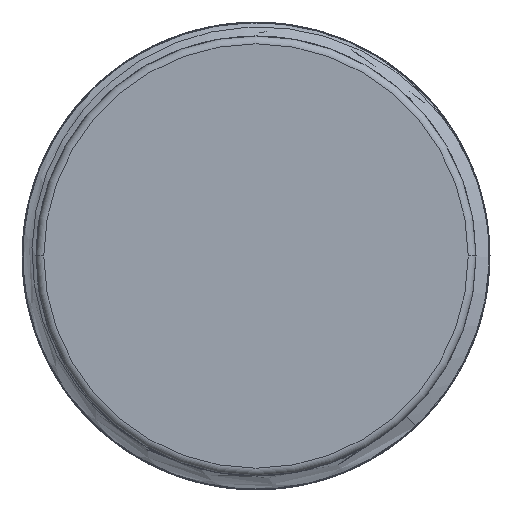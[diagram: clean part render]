
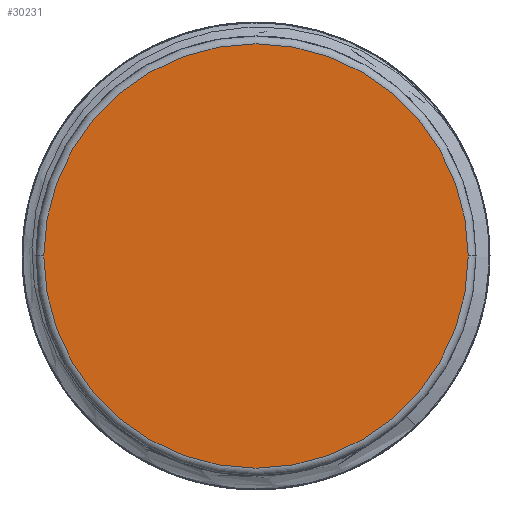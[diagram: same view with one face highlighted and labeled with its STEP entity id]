
A CAD part, left-side view. The second image highlights one B-rep face of the part: STEP entity #30231.
In plain terms, the highlighted planar face has unit normal (-1, 0, 0).
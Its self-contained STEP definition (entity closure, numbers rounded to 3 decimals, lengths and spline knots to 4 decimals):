
#1460=CARTESIAN_POINT('',(-0.4941,0.,0.0295));
#1461=DIRECTION('',(1.,0.,0.));
#1462=DIRECTION('',(0.,-1.,0.));
#1463=AXIS2_PLACEMENT_3D('',#1460,#1461,#1462);
#1465=CARTESIAN_POINT('',(-0.4941,0.,0.0295));
#1466=DIRECTION('',(1.,0.,0.));
#1467=DIRECTION('',(0.,1.,0.));
#1468=AXIS2_PLACEMENT_3D('',#1465,#1466,#1467);
#15913=CARTESIAN_POINT('',(-0.4941,-0.5329,
0.0295));
#15914=CARTESIAN_POINT('',(-0.4941,0.5329,
0.0295));
#15915=VERTEX_POINT('',#15913);
#15916=VERTEX_POINT('',#15914);
#30221=CARTESIAN_POINT('',(-0.4941,0.2763,
0.0295));
#30222=DIRECTION('',(1.,0.,0.));
#30223=DIRECTION('',(0.,1.,0.));
#30224=AXIS2_PLACEMENT_3D('',#30221,#30222,#30223);
#30225=PLANE('',#30224);
#30226=ORIENTED_EDGE('',*,*,#30211,.T.);
#30228=ORIENTED_EDGE('',*,*,#30227,.T.);
#30229=EDGE_LOOP('',(#30226,#30228));
#30230=FACE_OUTER_BOUND('',#30229,.F.);
#30231=ADVANCED_FACE('',(#30230),#30225,.F.);
#1464=CIRCLE('',#1463,0.5329);
#1469=CIRCLE('',#1468,0.5329);
#30211=EDGE_CURVE('',#15915,#15916,#1464,.T.);
#30227=EDGE_CURVE('',#15916,#15915,#1469,.T.);
